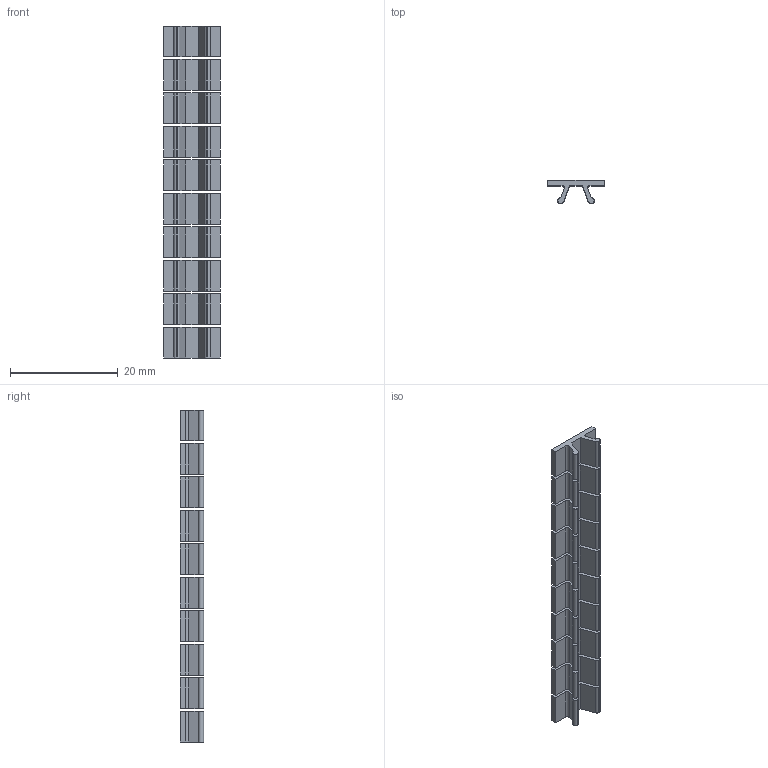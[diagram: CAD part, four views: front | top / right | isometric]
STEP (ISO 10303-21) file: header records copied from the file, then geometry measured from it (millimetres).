
FILE_DESCRIPTION((''),'2;1');
FILE_NAME('8YB867001-2_','2021-07-24T',('Administrator'),(''),'PRO/ENGINEER BY PARAMETRIC TECHNOLOGY CORPORATION, 2013230','PRO/ENGINEER BY PARAMETRIC TECHNOLOGY CORPORATION, 2013230','');
FILE_SCHEMA(('CONFIG_CONTROL_DESIGN'));
Length unit declared in the file: millimetre
Products named in the file (1): 8YB867001-2_
Bounding box: 10.5 x 4.3 x 61.5 mm (x, y, z)
Volume: 934.7 mm3; surface area: 2418.3 mm2
Topology: 10 solids, 10 shells, 220 faces, 600 edges, 400 vertices
Faces by surface type: plane 160, cylinder 60
Entity records: 6944 total; most frequent: CARTESIAN_POINT 1220, ORIENTED_EDGE 1200, DIRECTION 1160, EDGE_CURVE 600, VECTOR 480, LINE 480, VERTEX_POINT 400, AXIS2_PLACEMENT_3D 340
